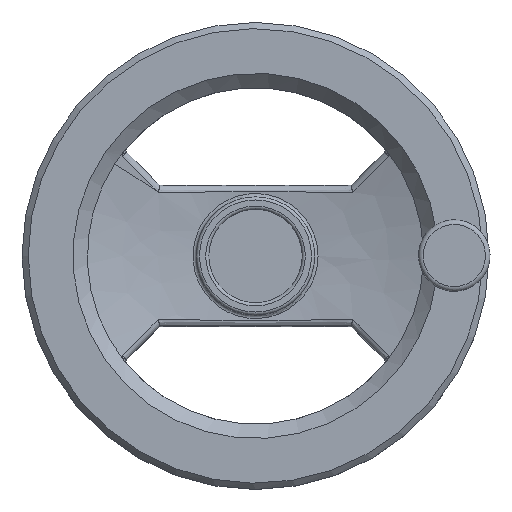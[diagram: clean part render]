
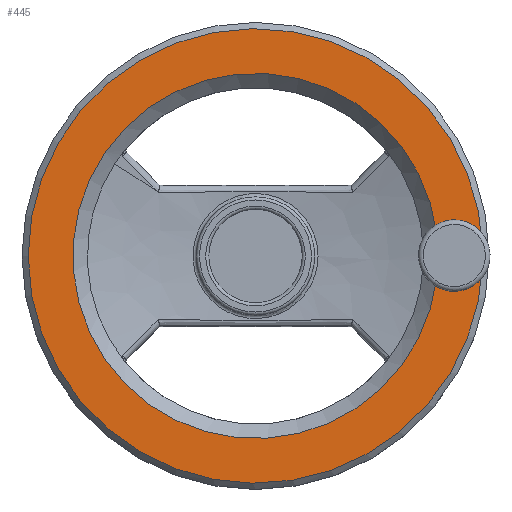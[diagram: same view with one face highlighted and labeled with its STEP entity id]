
A CAD part, top view. The second image highlights one B-rep face of the part: STEP entity #445.
In plain terms, the highlighted planar face has unit normal (0, 0, 1).
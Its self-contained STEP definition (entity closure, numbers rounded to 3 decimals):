
#445 = ADVANCED_FACE( '', ( #984 ), #985, .F. );
#984 = FACE_OUTER_BOUND( '', #3363, .T. );
#985 = PLANE( '', #3364 );
#3363 = EDGE_LOOP( '', ( #5259, #5260, #5261, #5262 ) );
#3364 = AXIS2_PLACEMENT_3D( '', #5263, #5264, #5265 );
#5259 = ORIENTED_EDGE( '', *, *, #6056, .T. );
#5260 = ORIENTED_EDGE( '', *, *, #6068, .T. );
#5261 = ORIENTED_EDGE( '', *, *, #6058, .T. );
#5262 = ORIENTED_EDGE( '', *, *, #5686, .F. );
#5263 = CARTESIAN_POINT( '', ( 0., 75., 33. ) );
#5264 = DIRECTION( '', ( 0., 0., -1. ) );
#5265 = DIRECTION( '', ( -1., 0., 0. ) );
#5686 = EDGE_CURVE( '', #6254, #6256, #6257, .T. );
#6056 = EDGE_CURVE( '', #6254, #6805, #6806, .F. );
#6058 = EDGE_CURVE( '', #6808, #6256, #6809, .F. );
#6068 = EDGE_CURVE( '', #6805, #6808, #6821, .F. );
#6254 = VERTEX_POINT( '', #7384 );
#6256 = VERTEX_POINT( '', #7386 );
#6257 = CIRCLE( '', #7387, 58.65 );
#6805 = VERTEX_POINT( '', #9789 );
#6806 = CIRCLE( '', #9790, 9.3 );
#6808 = VERTEX_POINT( '', #9792 );
#6809 = CIRCLE( '', #9793, 9.3 );
#6821 = CIRCLE( '', #9806, 73. );
#7384 = CARTESIAN_POINT( '', ( 58.184, 7.382, 33. ) );
#7386 = CARTESIAN_POINT( '', ( 58.184, -7.382, 33. ) );
#7387 = AXIS2_PLACEMENT_3D( '', #10028, #10029, #10030 );
#9789 = CARTESIAN_POINT( '', ( 72.98, 1.721, 33. ) );
#9790 = AXIS2_PLACEMENT_3D( '', #10403, #10404, #10405 );
#9792 = CARTESIAN_POINT( '', ( 72.98, -1.721, 33. ) );
#9793 = AXIS2_PLACEMENT_3D( '', #10409, #10410, #10411 );
#9806 = AXIS2_PLACEMENT_3D( '', #10422, #10423, #10424 );
#10028 = CARTESIAN_POINT( '', ( 0., 0., 33. ) );
#10029 = DIRECTION( '', ( 0., 0., 1. ) );
#10030 = DIRECTION( '', ( 1., 0., 0. ) );
#10403 = CARTESIAN_POINT( '', ( 63.84, 0., 33. ) );
#10404 = DIRECTION( '', ( 0., 0., 1. ) );
#10405 = DIRECTION( '', ( -1., 0., 0. ) );
#10409 = CARTESIAN_POINT( '', ( 63.84, 0., 33. ) );
#10410 = DIRECTION( '', ( 0., 0., 1. ) );
#10411 = DIRECTION( '', ( -1., 0., 0. ) );
#10422 = CARTESIAN_POINT( '', ( 0., 0., 33. ) );
#10423 = DIRECTION( '', ( 0., 0., -1. ) );
#10424 = DIRECTION( '', ( -1., 0., 0. ) );
